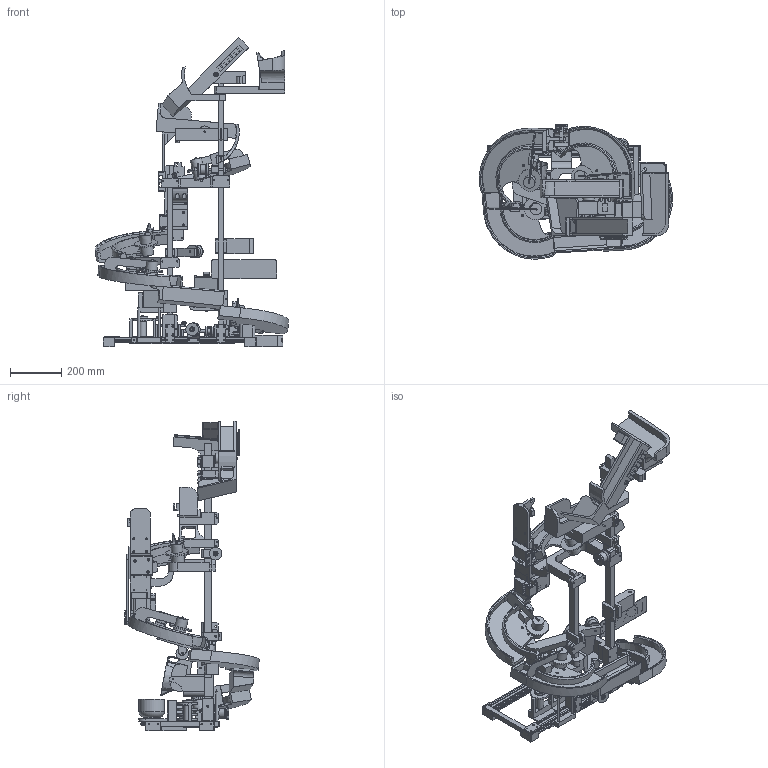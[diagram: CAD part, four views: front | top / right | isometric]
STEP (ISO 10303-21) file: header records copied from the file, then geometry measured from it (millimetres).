
FILE_DESCRIPTION(/* description */ (''),/* implementation_level */ '2;1');
FILE_NAME(/* name */ '0df7de4e-a77f-4026-bcac-1976922ed154.stp',/* time_stamp */ '2024-01-22T10:05:06Z',/* author */ (''),/* organization */ (''),/* preprocessor_version */ 'ST-DEVELOPER v20',/* originating_system */ 'Autodesk Translation Framework v12.20.1.177',/* authorisation */ '');
FILE_SCHEMA (('AUTOMOTIVE_DESIGN { 1 0 10303 214 3 1 1 }'));
Products named in the file (16): tea02; cupTransport (1); frame; pusherDial1; jugBig; jugSm; pivot1; pivot2; 90D01; 90D01_1; 90D01_2; 90D01_3; 90D01_hub; servo v1; servoHorn (1); ArduinoUno
Assembly tree (21 placements, depth 3):
  tea02
    cupTransport (1)
    frame
    pusherDial1  x4
    jugBig
    jugSm
    pivot1
    pivot2
    90D01
      90D01_hub
    90D01_1
      90D01_hub
    90D01_2
      90D01_hub
    90D01_3
      90D01_hub
    servo v1
      servoHorn (1)
    ArduinoUno
Bounding box: 756.97 x 526.17 x 1209.96 mm (x, y, z)
Volume: 18708465.3 mm3; surface area: 3807158.5 mm2
Topology: 157 solids, 157 shells, 2674 faces, 6552 edges, 4304 vertices
Faces by surface type: plane 1529, cylinder 910, bspline 114, cone 78, torus 29, sphere 14
Full cylindrical faces by diameter (mm): 2.8 x99, 3 x5, 3.2 x1, 3.5 x4, 4 x51, 4.5 x92, 5 x8, 5.5 x2, 5.7 x4, 6 x61, 6.5 x6, 7 x3, 8 x7, 9 x1, 10 x7, 12 x14, 13 x7, 14 x2, 15 x18, 16 x1, 19 x20, 19.25 x12, 19.35 x8, 19.8 x8, 20 x6, 25.487 x4, 30 x3, 36 x2, 38 x4, 40 x4
Entity records: 78642 total; most frequent: CARTESIAN_POINT 17139, DIRECTION 12497, ORIENTED_EDGE 12336, EDGE_CURVE 6168, AXIS2_PLACEMENT_3D 4240, VERTEX_POINT 4049, LINE 4017, VECTOR 4017
